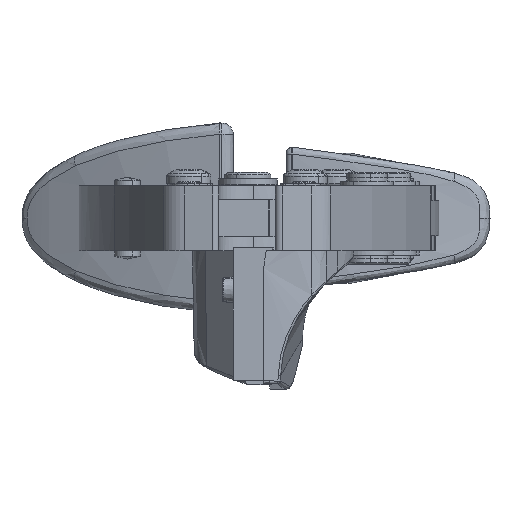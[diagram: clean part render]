
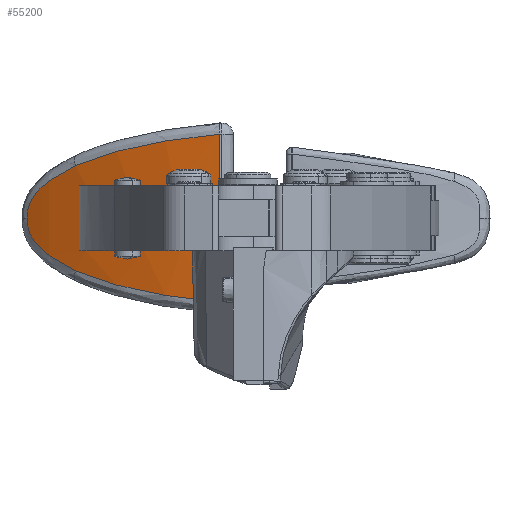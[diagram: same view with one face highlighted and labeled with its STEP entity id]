
A CAD part, left-side view. The second image highlights one B-rep face of the part: STEP entity #55200.
In plain terms, the highlighted cylindrical face has radius 95 mm (diameter 190 mm), a partial arc.
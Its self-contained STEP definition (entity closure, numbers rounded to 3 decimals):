
#55182=AXIS2_PLACEMENT_3D('Cylinder Axis2P3D',#55179,#55180,#55181) ;
#55186=AXIS2_PLACEMENT_3D('Circle Axis2P3D',#55184,#55185,$) ;
#1161=CARTESIAN_POINT('Vertex',(77.29,70.017,24.)) ;
#1201=CARTESIAN_POINT('Vertex',(77.29,70.017,35.2)) ;
#1204=CARTESIAN_POINT('Line Origine',(77.29,70.017,34.2)) ;
#1240=CARTESIAN_POINT('Vertex',(69.137,46.915,44.14)) ;
#1243=CARTESIAN_POINT('Line Origine',(69.137,46.915,39.67)) ;
#1247=CARTESIAN_POINT('Vertex',(69.137,46.915,35.2)) ;
#9398=CARTESIAN_POINT('Vertex',(78.205,71.779,38.716)) ;
#9402=CARTESIAN_POINT('Control Point',(69.137,46.915,44.14)) ;
#9403=CARTESIAN_POINT('Control Point',(69.554,48.87,43.963)) ;
#9404=CARTESIAN_POINT('Control Point',(70.018,50.798,43.759)) ;
#9405=CARTESIAN_POINT('Control Point',(70.528,52.693,43.524)) ;
#9406=CARTESIAN_POINT('Control Point',(71.374,55.547,43.115)) ;
#9407=CARTESIAN_POINT('Control Point',(72.308,58.304,42.627)) ;
#9408=CARTESIAN_POINT('Control Point',(72.644,59.253,42.447)) ;
#9409=CARTESIAN_POINT('Control Point',(73.522,61.637,41.962)) ;
#9410=CARTESIAN_POINT('Control Point',(74.453,63.926,41.411)) ;
#9411=CARTESIAN_POINT('Control Point',(75.035,65.278,41.05)) ;
#9412=CARTESIAN_POINT('Control Point',(76.037,67.489,40.396)) ;
#9413=CARTESIAN_POINT('Control Point',(77.036,69.526,39.671)) ;
#9414=CARTESIAN_POINT('Control Point',(77.44,70.326,39.362)) ;
#9415=CARTESIAN_POINT('Control Point',(77.836,71.086,39.042)) ;
#9416=CARTESIAN_POINT('Control Point',(78.205,71.779,38.716)) ;
#12643=CARTESIAN_POINT('Vertex',(69.137,46.915,15.06)) ;
#12821=CARTESIAN_POINT('Line Origine',(69.137,46.915,19.53)) ;
#12825=CARTESIAN_POINT('Vertex',(69.137,46.915,24.)) ;
#13300=CARTESIAN_POINT('Vertex',(78.205,71.779,20.484)) ;
#13304=CARTESIAN_POINT('Control Point',(78.205,71.779,20.484)) ;
#13305=CARTESIAN_POINT('Control Point',(78.886,73.058,21.086)) ;
#13306=CARTESIAN_POINT('Control Point',(79.555,74.256,21.714)) ;
#13307=CARTESIAN_POINT('Control Point',(80.201,75.361,22.371)) ;
#13308=CARTESIAN_POINT('Control Point',(80.997,76.678,23.287)) ;
#13309=CARTESIAN_POINT('Control Point',(81.668,77.749,24.253)) ;
#13310=CARTESIAN_POINT('Control Point',(81.828,78.001,24.497)) ;
#13311=CARTESIAN_POINT('Control Point',(82.471,79.009,25.558)) ;
#13312=CARTESIAN_POINT('Control Point',(82.931,79.703,26.676)) ;
#13313=CARTESIAN_POINT('Control Point',(83.16,80.042,27.552)) ;
#13314=CARTESIAN_POINT('Control Point',(83.283,80.224,28.525)) ;
#13315=CARTESIAN_POINT('Control Point',(83.28,80.221,29.6)) ;
#13316=CARTESIAN_POINT('Vertex',(83.28,80.221,29.6)) ;
#42508=CARTESIAN_POINT('Control Point',(69.137,46.915,15.06)) ;
#42509=CARTESIAN_POINT('Control Point',(69.554,48.87,15.237)) ;
#42510=CARTESIAN_POINT('Control Point',(70.018,50.798,15.441)) ;
#42511=CARTESIAN_POINT('Control Point',(70.528,52.693,15.676)) ;
#42512=CARTESIAN_POINT('Control Point',(71.374,55.547,16.085)) ;
#42513=CARTESIAN_POINT('Control Point',(72.308,58.304,16.573)) ;
#42514=CARTESIAN_POINT('Control Point',(72.644,59.253,16.753)) ;
#42515=CARTESIAN_POINT('Control Point',(73.522,61.637,17.238)) ;
#42516=CARTESIAN_POINT('Control Point',(74.453,63.926,17.789)) ;
#42517=CARTESIAN_POINT('Control Point',(75.035,65.278,18.15)) ;
#42518=CARTESIAN_POINT('Control Point',(76.037,67.489,18.804)) ;
#42519=CARTESIAN_POINT('Control Point',(77.036,69.526,19.529)) ;
#42520=CARTESIAN_POINT('Control Point',(77.44,70.326,19.838)) ;
#42521=CARTESIAN_POINT('Control Point',(77.836,71.086,20.158)) ;
#42522=CARTESIAN_POINT('Control Point',(78.205,71.779,20.484)) ;
#44302=CARTESIAN_POINT('Control Point',(78.205,71.779,38.716)) ;
#44303=CARTESIAN_POINT('Control Point',(78.807,72.909,38.184)) ;
#44304=CARTESIAN_POINT('Control Point',(79.4,73.976,37.632)) ;
#44305=CARTESIAN_POINT('Control Point',(79.974,74.972,37.057)) ;
#44306=CARTESIAN_POINT('Control Point',(80.799,76.354,36.148)) ;
#44307=CARTESIAN_POINT('Control Point',(81.51,77.499,35.186)) ;
#44308=CARTESIAN_POINT('Control Point',(81.739,77.862,34.85)) ;
#44309=CARTESIAN_POINT('Control Point',(82.446,78.972,33.706)) ;
#44310=CARTESIAN_POINT('Control Point',(82.939,79.714,32.496)) ;
#44311=CARTESIAN_POINT('Control Point',(83.162,80.046,31.625)) ;
#44312=CARTESIAN_POINT('Control Point',(83.283,80.224,30.664)) ;
#44313=CARTESIAN_POINT('Control Point',(83.28,80.221,29.6)) ;
#47388=CARTESIAN_POINT('Control Point',(77.29,70.017,24.)) ;
#47389=CARTESIAN_POINT('Control Point',(75.071,65.634,24.)) ;
#47390=CARTESIAN_POINT('Control Point',(73.136,61.106,24.)) ;
#47391=CARTESIAN_POINT('Control Point',(71.496,56.46,24.)) ;
#47392=CARTESIAN_POINT('Control Point',(70.161,51.721,24.)) ;
#47393=CARTESIAN_POINT('Control Point',(69.137,46.915,24.)) ;
#55179=CARTESIAN_POINT('Axis2P3D Location',(162.051,27.115,29.6)) ;
#55184=CARTESIAN_POINT('Axis2P3D Location',(162.051,27.115,35.2)) ;
#1205=DIRECTION('Vector Direction',(0.,0.,-1.)) ;
#1244=DIRECTION('Vector Direction',(0.,0.,1.)) ;
#12822=DIRECTION('Vector Direction',(0.,0.,1.)) ;
#55180=DIRECTION('Axis2P3D Direction',(0.,0.,1.)) ;
#55181=DIRECTION('Axis2P3D XDirection',(-0.769,0.64,0.)) ;
#55185=DIRECTION('Axis2P3D Direction',(0.,0.,1.)) ;
#1206=VECTOR('Line Direction',#1205,1.) ;
#1245=VECTOR('Line Direction',#1244,1.) ;
#12823=VECTOR('Line Direction',#12822,1.) ;
#55190=ORIENTED_EDGE('',*,*,#1249,.T.) ;
#55191=ORIENTED_EDGE('',*,*,#9417,.F.) ;
#55192=ORIENTED_EDGE('',*,*,#44314,.F.) ;
#55193=ORIENTED_EDGE('',*,*,#13318,.F.) ;
#55194=ORIENTED_EDGE('',*,*,#42523,.F.) ;
#55195=ORIENTED_EDGE('',*,*,#12827,.T.) ;
#55196=ORIENTED_EDGE('',*,*,#47394,.T.) ;
#55197=ORIENTED_EDGE('',*,*,#1208,.F.) ;
#55198=ORIENTED_EDGE('',*,*,#55188,.F.) ;
#55200=ADVANCED_FACE('Hauptk\X2\00F6\X0\rper',(#55199),#55183,.T.) ;
#9401=B_SPLINE_CURVE_WITH_KNOTS('',5,(#9402,#9403,#9404,#9405,#9406,#9407,#9408,#9409,#9410,#9411,#9412,#9413,#9414,#9415,#9416),.UNSPECIFIED.,.F.,.U.,(6,3,3,3,6),(93.928,103.23,108.205,115.926,121.296),.UNSPECIFIED.) ;
#13303=B_SPLINE_CURVE_WITH_KNOTS('',5,(#13304,#13305,#13306,#13307,#13308,#13309,#13310,#13311,#13312,#13313,#13314,#13315),.UNSPECIFIED.,.F.,.U.,(6,3,3,6),(105.64,112.154,114.317,121.463),.UNSPECIFIED.) ;
#42507=B_SPLINE_CURVE_WITH_KNOTS('',5,(#42508,#42509,#42510,#42511,#42512,#42513,#42514,#42515,#42516,#42517,#42518,#42519,#42520,#42521,#42522),.UNSPECIFIED.,.F.,.U.,(6,3,3,3,6),(93.928,103.23,108.205,115.926,121.296),.UNSPECIFIED.) ;
#44301=B_SPLINE_CURVE_WITH_KNOTS('',5,(#44302,#44303,#44304,#44305,#44306,#44307,#44308,#44309,#44310,#44311,#44312,#44313),.UNSPECIFIED.,.F.,.U.,(6,3,3,6),(105.635,111.388,114.386,121.454),.UNSPECIFIED.) ;
#47387=B_SPLINE_CURVE_WITH_KNOTS('',5,(#47388,#47389,#47390,#47391,#47392,#47393),.UNSPECIFIED.,.F.,.U.,(6,6),(0.,34.742),.UNSPECIFIED.) ;
#55187=CIRCLE('generated circle',#55186,95.) ;
#55183=CYLINDRICAL_SURFACE('generated cylinder',#55182,95.) ;
#1208=EDGE_CURVE('',#1202,#1162,#1207,.T.) ;
#1249=EDGE_CURVE('',#1248,#1241,#1246,.T.) ;
#9417=EDGE_CURVE('',#9399,#1241,#9401,.F.) ;
#12827=EDGE_CURVE('',#12644,#12826,#12824,.T.) ;
#13318=EDGE_CURVE('',#13301,#13317,#13303,.T.) ;
#42523=EDGE_CURVE('',#12644,#13301,#42507,.T.) ;
#44314=EDGE_CURVE('',#13317,#9399,#44301,.F.) ;
#47394=EDGE_CURVE('',#12826,#1162,#47387,.F.) ;
#55188=EDGE_CURVE('',#1248,#1202,#55187,.F.) ;
#55189=EDGE_LOOP('',(#55190,#55191,#55192,#55193,#55194,#55195,#55196,#55197,#55198)) ;
#55199=FACE_OUTER_BOUND('',#55189,.T.) ;
#1207=LINE('Line',#1204,#1206) ;
#1246=LINE('Line',#1243,#1245) ;
#12824=LINE('Line',#12821,#12823) ;
#1162=VERTEX_POINT('',#1161) ;
#1202=VERTEX_POINT('',#1201) ;
#1241=VERTEX_POINT('',#1240) ;
#1248=VERTEX_POINT('',#1247) ;
#9399=VERTEX_POINT('',#9398) ;
#12644=VERTEX_POINT('',#12643) ;
#12826=VERTEX_POINT('',#12825) ;
#13301=VERTEX_POINT('',#13300) ;
#13317=VERTEX_POINT('',#13316) ;
